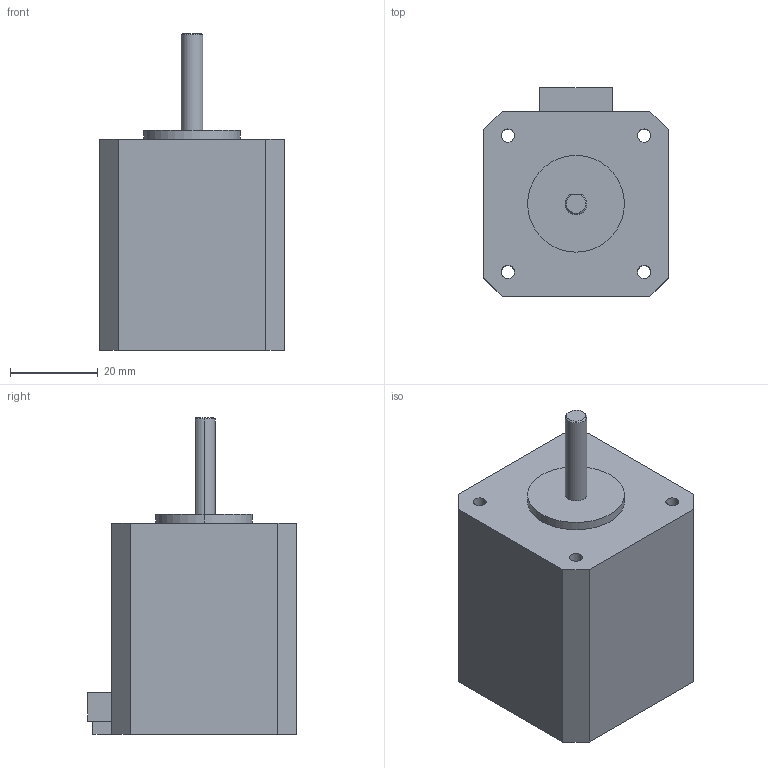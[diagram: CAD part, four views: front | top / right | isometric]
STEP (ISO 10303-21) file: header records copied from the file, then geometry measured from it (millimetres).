
FILE_DESCRIPTION (( 'STEP AP214' ), '1' );
FILE_NAME ('ZDT_STEPPER_MOTOR_42_L48.STEP', '2023-11-15T14:37:15', ( '' ), ( '' ), 'SwSTEP 2.0', 'SolidWorks 2018', '' );
FILE_SCHEMA (( 'AUTOMOTIVE_DESIGN' ));
Length unit declared in the file: millimetre
Products named in the file (1): ZDT_STEPPER_MOTOR_42_L48
Bounding box: 42 x 47.5 x 72 mm (x, y, z)
Volume: 83583.1 mm3; surface area: 13925.8 mm2
Topology: 2 solids, 2 shells, 96 faces, 253 edges, 168 vertices
Faces by surface type: plane 64, bspline 16, cylinder 13, cone 3
Entity records: 3384 total; most frequent: CARTESIAN_POINT 732, ORIENTED_EDGE 506, DIRECTION 410, EDGE_CURVE 253, VECTOR 190, LINE 190, VERTEX_POINT 168, EDGE_LOOP 111
